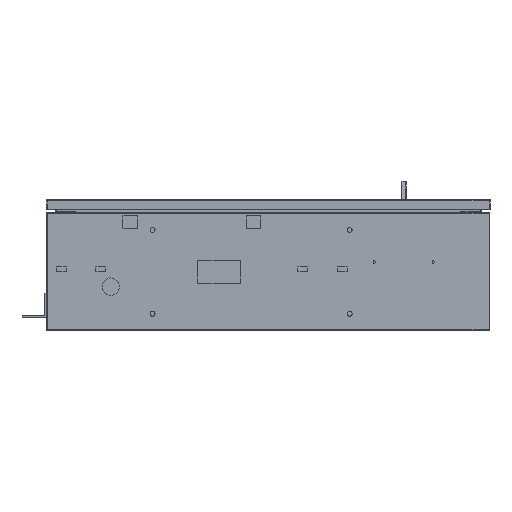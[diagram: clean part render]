
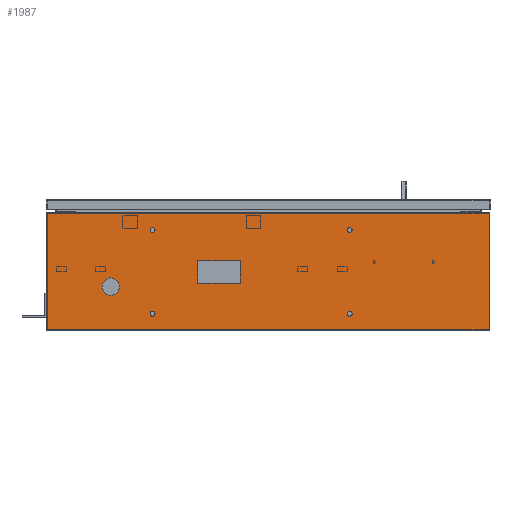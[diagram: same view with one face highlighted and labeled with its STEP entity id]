
A CAD part, left-side view. The second image highlights one B-rep face of the part: STEP entity #1987.
In plain terms, the highlighted planar face has unit normal (-1, 0, 0).
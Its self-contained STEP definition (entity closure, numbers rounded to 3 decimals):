
#13 = VECTOR ( 'NONE', #1762, 1000. ) ;
#116 = DIRECTION ( 'NONE',  ( -1., 0., 0. ) ) ;
#166 = DIRECTION ( 'NONE',  ( -1., 0., 0. ) ) ;
#219 = VECTOR ( 'NONE', #13871, 1000. ) ;
#553 = LINE ( 'NONE', #3406, #3920 ) ;
#643 = CARTESIAN_POINT ( 'NONE',  ( 131.605, 435.654, 772.342 ) ) ;
#720 = LINE ( 'NONE', #2253, #219 ) ;
#738 = VERTEX_POINT ( 'NONE', #9809 ) ;
#797 = AXIS2_PLACEMENT_3D ( 'NONE', #1180, #3344, #7575 ) ;
#804 = CARTESIAN_POINT ( 'NONE',  ( 131.605, -157.346, 915.342 ) ) ;
#937 = EDGE_CURVE ( 'NONE', #1759, #1759, #5938, .T. ) ;
#992 = ORIENTED_EDGE ( 'NONE', *, *, #1403, .F. ) ;
#1031 = EDGE_LOOP ( 'NONE', ( #4636 ) ) ;
#1075 = AXIS2_PLACEMENT_3D ( 'NONE', #13198, #166, #10177 ) ;
#1180 = CARTESIAN_POINT ( 'NONE',  ( 131.605, 127.654, 880.342 ) ) ;
#1261 = EDGE_CURVE ( 'NONE', #12853, #11895, #7597, .T. ) ;
#1348 = LINE ( 'NONE', #1902, #13 ) ;
#1392 = FACE_BOUND ( 'NONE', #10947, .T. ) ;
#1403 = EDGE_CURVE ( 'NONE', #9962, #9962, #5130, .T. ) ;
#1405 = AXIS2_PLACEMENT_3D ( 'NONE', #9575, #4249, #9432 ) ;
#1578 = CARTESIAN_POINT ( 'NONE',  ( 131.605, 435.654, 818.342 ) ) ;
#1668 = VECTOR ( 'NONE', #7709, 1000. ) ;
#1715 = DIRECTION ( 'NONE',  ( 0., 0., -1. ) ) ;
#1759 = VERTEX_POINT ( 'NONE', #12376 ) ;
#1762 = DIRECTION ( 'NONE',  ( 0., 0., -1. ) ) ;
#1778 = EDGE_CURVE ( 'NONE', #10484, #12853, #5758, .T. ) ;
#1851 = VERTEX_POINT ( 'NONE', #4941 ) ;
#1890 = CARTESIAN_POINT ( 'NONE',  ( 131.605, -157.346, 675.342 ) ) ;
#1902 = CARTESIAN_POINT ( 'NONE',  ( 131.605, -157.346, 915.342 ) ) ;
#1934 = DIRECTION ( 'NONE',  ( 0., -1., 0. ) ) ;
#1987 = ADVANCED_FACE ( 'NONE', ( #11749, #4591, #8763, #1392, #12769, #12588, #11913 ), #6269, .F. ) ;
#2060 = EDGE_CURVE ( 'NONE', #11320, #10110, #553, .T. ) ;
#2087 = ORIENTED_EDGE ( 'NONE', *, *, #937, .F. ) ;
#2181 = DIRECTION ( 'NONE',  ( 0., 0., -1. ) ) ;
#2253 = CARTESIAN_POINT ( 'NONE',  ( 131.605, -157.346, 915.342 ) ) ;
#2291 = EDGE_LOOP ( 'NONE', ( #992 ) ) ;
#2411 = VERTEX_POINT ( 'NONE', #804 ) ;
#2525 = DIRECTION ( 'NONE',  ( 0., 0., 1. ) ) ;
#3017 = EDGE_CURVE ( 'NONE', #10484, #2411, #720, .T. ) ;
#3213 = LINE ( 'NONE', #8831, #10385 ) ;
#3296 = VECTOR ( 'NONE', #3955, 1000. ) ;
#3344 = DIRECTION ( 'NONE',  ( -1., 0., 0. ) ) ;
#3406 = CARTESIAN_POINT ( 'NONE',  ( 131.605, 435.654, 772.342 ) ) ;
#3409 = CARTESIAN_POINT ( 'NONE',  ( 131.605, 127.654, 885.342 ) ) ;
#3465 = EDGE_LOOP ( 'NONE', ( #10443, #8079, #12344, #13486 ) ) ;
#3542 = EDGE_LOOP ( 'NONE', ( #9076 ) ) ;
#3626 = CARTESIAN_POINT ( 'NONE',  ( 131.605, 742.654, 915.342 ) ) ;
#3670 = EDGE_LOOP ( 'NONE', ( #4919, #6804, #8161, #11886 ) ) ;
#3914 = CARTESIAN_POINT ( 'NONE',  ( 131.605, 349.654, 772.342 ) ) ;
#3920 = VECTOR ( 'NONE', #2181, 1000. ) ;
#3955 = DIRECTION ( 'NONE',  ( 0., 0., 1. ) ) ;
#4118 = EDGE_CURVE ( 'NONE', #11608, #11608, #9769, .T. ) ;
#4249 = DIRECTION ( 'NONE',  ( 1., 0., 0. ) ) ;
#4336 = DIRECTION ( 'NONE',  ( 0., 0., 1. ) ) ;
#4565 = VECTOR ( 'NONE', #1934, 1000. ) ;
#4591 = FACE_BOUND ( 'NONE', #3542, .T. ) ;
#4636 = ORIENTED_EDGE ( 'NONE', *, *, #13239, .F. ) ;
#4919 = ORIENTED_EDGE ( 'NONE', *, *, #1778, .T. ) ;
#4941 = CARTESIAN_POINT ( 'NONE',  ( 131.605, 349.654, 818.342 ) ) ;
#4989 = CARTESIAN_POINT ( 'NONE',  ( 131.605, 742.654, 915.342 ) ) ;
#5130 = CIRCLE ( 'NONE', #9030, 17.5 ) ;
#5659 = CARTESIAN_POINT ( 'NONE',  ( 131.605, 435.654, 818.342 ) ) ;
#5688 = DIRECTION ( 'NONE',  ( -1., 0., 0. ) ) ;
#5758 = LINE ( 'NONE', #4989, #5922 ) ;
#5768 = EDGE_CURVE ( 'NONE', #10110, #6499, #3213, .T. ) ;
#5881 = CARTESIAN_POINT ( 'NONE',  ( 131.605, 612.654, 765.342 ) ) ;
#5922 = VECTOR ( 'NONE', #1715, 1000. ) ;
#5938 = CIRCLE ( 'NONE', #6267, 5. ) ;
#5959 = EDGE_CURVE ( 'NONE', #2411, #11895, #1348, .T. ) ;
#6129 = LINE ( 'NONE', #3914, #3296 ) ;
#6267 = AXIS2_PLACEMENT_3D ( 'NONE', #7772, #116, #4336 ) ;
#6269 = PLANE ( 'NONE',  #1405 ) ;
#6308 = CARTESIAN_POINT ( 'NONE',  ( 131.605, -157.346, 675.342 ) ) ;
#6311 = CIRCLE ( 'NONE', #1075, 5. ) ;
#6499 = VERTEX_POINT ( 'NONE', #7368 ) ;
#6612 = AXIS2_PLACEMENT_3D ( 'NONE', #13261, #5688, #12127 ) ;
#6804 = ORIENTED_EDGE ( 'NONE', *, *, #1261, .T. ) ;
#6986 = EDGE_CURVE ( 'NONE', #1851, #11320, #9378, .T. ) ;
#7182 = CARTESIAN_POINT ( 'NONE',  ( 131.605, 612.654, 782.842 ) ) ;
#7368 = CARTESIAN_POINT ( 'NONE',  ( 131.605, 349.654, 772.342 ) ) ;
#7575 = DIRECTION ( 'NONE',  ( 0., 0., 1. ) ) ;
#7597 = LINE ( 'NONE', #1890, #4565 ) ;
#7709 = DIRECTION ( 'NONE',  ( 0., 1., 0. ) ) ;
#7772 = CARTESIAN_POINT ( 'NONE',  ( 131.605, 527.654, 880.342 ) ) ;
#7869 = DIRECTION ( 'NONE',  ( -1., 0., 0. ) ) ;
#8079 = ORIENTED_EDGE ( 'NONE', *, *, #5768, .F. ) ;
#8161 = ORIENTED_EDGE ( 'NONE', *, *, #5959, .F. ) ;
#8177 = ORIENTED_EDGE ( 'NONE', *, *, #4118, .F. ) ;
#8422 = EDGE_LOOP ( 'NONE', ( #8177 ) ) ;
#8637 = CIRCLE ( 'NONE', #797, 5. ) ;
#8763 = FACE_BOUND ( 'NONE', #8422, .T. ) ;
#8831 = CARTESIAN_POINT ( 'NONE',  ( 131.605, 435.654, 772.342 ) ) ;
#8940 = VERTEX_POINT ( 'NONE', #3409 ) ;
#9030 = AXIS2_PLACEMENT_3D ( 'NONE', #5881, #7869, #2525 ) ;
#9076 = ORIENTED_EDGE ( 'NONE', *, *, #13623, .F. ) ;
#9378 = LINE ( 'NONE', #5659, #1668 ) ;
#9432 = DIRECTION ( 'NONE',  ( 0., 0., -1. ) ) ;
#9575 = CARTESIAN_POINT ( 'NONE',  ( 131.605, -157.346, 915.342 ) ) ;
#9769 = CIRCLE ( 'NONE', #6612, 5. ) ;
#9809 = CARTESIAN_POINT ( 'NONE',  ( 131.605, 527.654, 715.342 ) ) ;
#9962 = VERTEX_POINT ( 'NONE', #7182 ) ;
#10110 = VERTEX_POINT ( 'NONE', #643 ) ;
#10138 = CARTESIAN_POINT ( 'NONE',  ( 131.605, 742.654, 675.342 ) ) ;
#10177 = DIRECTION ( 'NONE',  ( 0., 0., 1. ) ) ;
#10385 = VECTOR ( 'NONE', #12031, 1000. ) ;
#10443 = ORIENTED_EDGE ( 'NONE', *, *, #13441, .F. ) ;
#10484 = VERTEX_POINT ( 'NONE', #3626 ) ;
#10947 = EDGE_LOOP ( 'NONE', ( #2087 ) ) ;
#11320 = VERTEX_POINT ( 'NONE', #1578 ) ;
#11608 = VERTEX_POINT ( 'NONE', #13549 ) ;
#11749 = FACE_BOUND ( 'NONE', #2291, .T. ) ;
#11886 = ORIENTED_EDGE ( 'NONE', *, *, #3017, .F. ) ;
#11895 = VERTEX_POINT ( 'NONE', #6308 ) ;
#11913 = FACE_OUTER_BOUND ( 'NONE', #3670, .T. ) ;
#12031 = DIRECTION ( 'NONE',  ( 0., -1., 0. ) ) ;
#12127 = DIRECTION ( 'NONE',  ( 0., 0., 1. ) ) ;
#12344 = ORIENTED_EDGE ( 'NONE', *, *, #2060, .F. ) ;
#12376 = CARTESIAN_POINT ( 'NONE',  ( 131.605, 527.654, 885.342 ) ) ;
#12588 = FACE_BOUND ( 'NONE', #3465, .T. ) ;
#12769 = FACE_BOUND ( 'NONE', #1031, .T. ) ;
#12853 = VERTEX_POINT ( 'NONE', #10138 ) ;
#13198 = CARTESIAN_POINT ( 'NONE',  ( 131.605, 527.654, 710.342 ) ) ;
#13239 = EDGE_CURVE ( 'NONE', #738, #738, #6311, .T. ) ;
#13261 = CARTESIAN_POINT ( 'NONE',  ( 131.605, 127.654, 710.342 ) ) ;
#13441 = EDGE_CURVE ( 'NONE', #6499, #1851, #6129, .T. ) ;
#13486 = ORIENTED_EDGE ( 'NONE', *, *, #6986, .F. ) ;
#13549 = CARTESIAN_POINT ( 'NONE',  ( 131.605, 127.654, 715.342 ) ) ;
#13623 = EDGE_CURVE ( 'NONE', #8940, #8940, #8637, .T. ) ;
#13871 = DIRECTION ( 'NONE',  ( 0., -1., 0. ) ) ;
